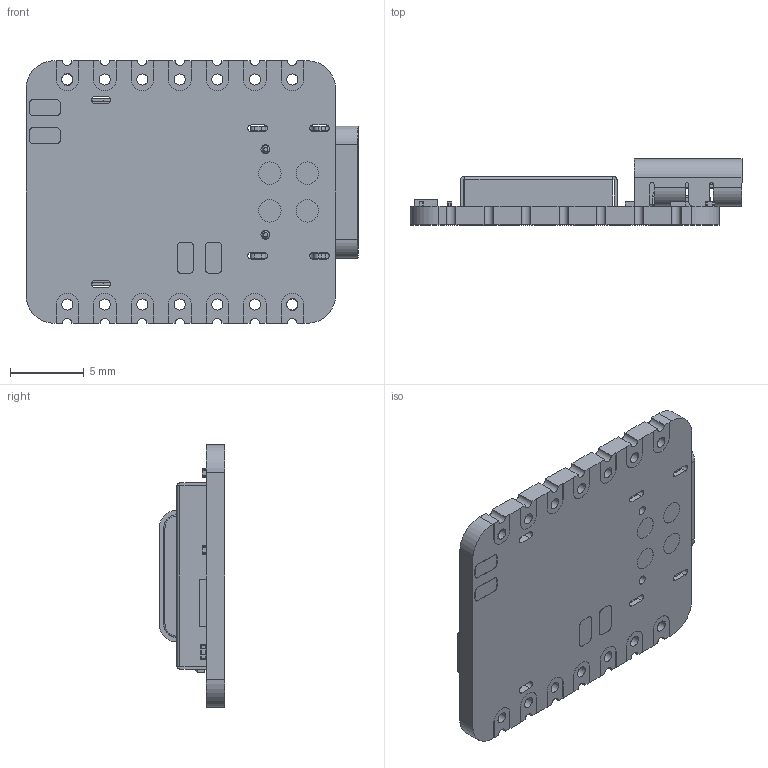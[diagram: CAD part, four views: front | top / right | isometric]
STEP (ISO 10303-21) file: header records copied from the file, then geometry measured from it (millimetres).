
FILE_DESCRIPTION(/* description */ ('','CAx-IF Rec.Pracs.---Representation and Presentation of Product Manufacturing Information (PMI)---4.0---2014-10-13'),/* implementation_level */ '2;1');
FILE_NAME(/* name */ 'XIAO-nRF52840 v3.step',/* time_stamp */ '2025-02-17T09:32:09+05:30',/* author */ (''),/* organization */ (''),/* preprocessor_version */ 'ST-DEVELOPER v20',/* originating_system */ 'Autodesk Translation Framework v13.20.0.188',/* authorisation */ '');
FILE_SCHEMA (('AP242_MANAGED_MODEL_BASED_3D_ENGINEERING_MIM_LF { 1 0 10303 442 1 1 4 }'));
Products named in the file (39): XIAO-nRF52840; USB TYPE C PORT; USB TYPE C PORT (1); BOSS-EXTRUDE14_8_; BOSS-EXTRUDE7_4_; BOSS-EXTRUDE7_3_; BOSS-EXTRUDE14_4_; BOSS-EXTRUDE14_2_; BOSS-EXTRUDE14_11_; BOSS-EXTRUDE7_7_; BOSS-EXTRUDE14_9_; BOSS-EXTRUDE14_3_; BOSS-EXTRUDE14_7_; MIRROR2; BOSS-EXTRUDE14_5_; BOSS-EXTRUDE14_12_; BOSS-EXTRUDE7_8_; BOSS-EXTRUDE7_1_; BOSS-EXTRUDE14_10_; BOSS-EXTRUDE7_9_; BOSS-EXTRUDE14_6_; CHAMFER9; BOSS-EXTRUDE14_1_; BOSS-EXTRUDE7_6_; BOSS-EXTRUDE7_2_; CUT-EXTRUDE5; BOSS-EXTRUDE7_5_; Shield; SKTAAAE010 v1; Body; Pins; PCB (1); ANT1; Silkscreen; CAP; CAP 3; LED; USR; MSM261D3526H1CPM
Assembly tree (39 placements, depth 4):
  XIAO-nRF52840
    USB TYPE C PORT
      USB TYPE C PORT (1)
        BOSS-EXTRUDE14_8_
        BOSS-EXTRUDE7_4_
        BOSS-EXTRUDE7_3_
        BOSS-EXTRUDE14_4_
        BOSS-EXTRUDE14_2_
        BOSS-EXTRUDE14_11_
        BOSS-EXTRUDE7_7_
        BOSS-EXTRUDE14_9_
        BOSS-EXTRUDE14_3_
        BOSS-EXTRUDE14_7_
        MIRROR2
        BOSS-EXTRUDE14_5_
        BOSS-EXTRUDE14_12_
        BOSS-EXTRUDE7_8_
        BOSS-EXTRUDE7_1_
        BOSS-EXTRUDE14_10_
        BOSS-EXTRUDE7_9_
        BOSS-EXTRUDE14_6_
        CHAMFER9
        BOSS-EXTRUDE14_1_
        BOSS-EXTRUDE7_6_
        BOSS-EXTRUDE7_2_
        CUT-EXTRUDE5
        BOSS-EXTRUDE7_5_
    Shield
    SKTAAAE010 v1
      Body
      Pins
    PCB (1)
      CAP  x2
      ANT1
      Silkscreen
      CAP 3
      LED
      USR
    MSM261D3526H1CPM
Bounding box: 22.48 x 4.46 x 17.78 mm (x, y, z)
Volume: 610.1 mm3; surface area: 2208.3 mm2
Topology: 77 solids, 81 shells, 2468 faces, 6525 edges, 4300 vertices
Faces by surface type: plane 1901, bspline 302, cylinder 233, sphere 14, torus 12, cone 6
Full cylindrical faces by diameter (mm): 0.5 x2, 0.6 x2, 0.75 x14, 1.524 x4
Entity records: 76581 total; most frequent: CARTESIAN_POINT 16843, ORIENTED_EDGE 12854, DIRECTION 10727, EDGE_CURVE 6427, LINE 5331, VECTOR 5331, VERTEX_POINT 4236, AXIS2_PLACEMENT_3D 2698
